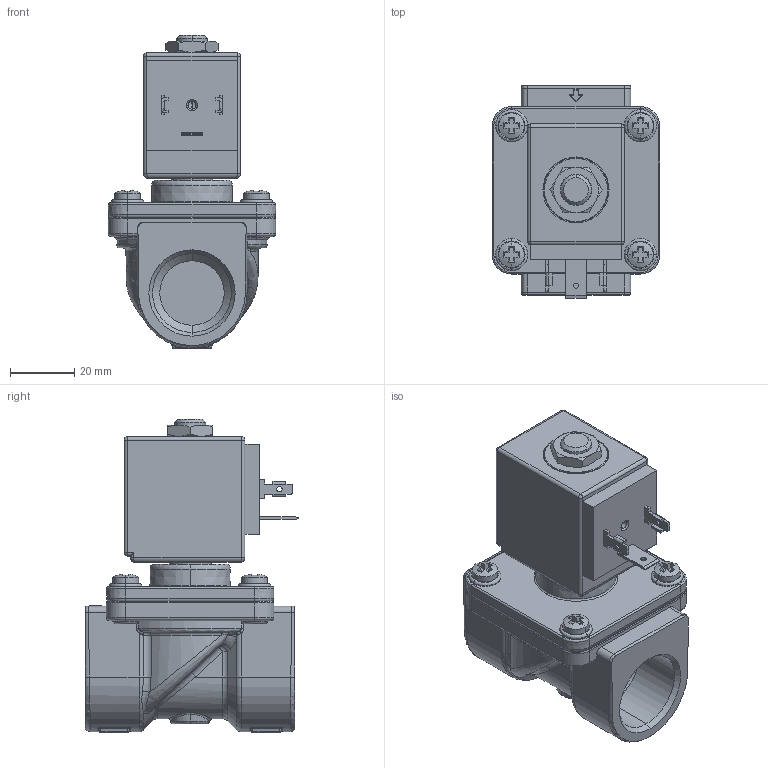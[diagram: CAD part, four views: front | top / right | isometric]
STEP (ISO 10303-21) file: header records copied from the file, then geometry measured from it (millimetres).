
FILE_DESCRIPTION((''),'2;1');
FILE_NAME('21H9KV180_BDA_INGOMBRO_ASM','2009-07-07T',('romeri'),('O.D.E.'),'PRO/ENGINEER BY PARAMETRIC TECHNOLOGY CORPORATION, 2005450','PRO/ENGINEER BY PARAMETRIC TECHNOLOGY CORPORATION, 2005450','');
FILE_SCHEMA(('CONFIG_CONTROL_DESIGN'));
Length unit declared in the file: millimetre
Products named in the file (7): 4500H9_INGOMBRO; 452291_INGOMBRO; 990445; BOBINA_8_W_INGOMBRO; 450145; 450146; 21H9KV180_BDA_INGOMBRO_ASM
Assembly tree (9 placements, depth 2):
  21H9KV180_BDA_INGOMBRO_ASM
    4500H9_INGOMBRO
    452291_INGOMBRO
    990445  x4
    BOBINA_8_W_INGOMBRO
    450145
    450146
Bounding box: 52 x 66.15 x 97.3 mm (x, y, z)
Volume: 52315.2 mm3; surface area: 42392 mm2
Topology: 8 solids, 18 shells, 760 faces, 1775 edges, 1078 vertices
Faces by surface type: plane 294, cylinder 246, torus 75, bspline 62, cone 53, sphere 30
Entity records: 28374 total; most frequent: CARTESIAN_POINT 7162, DIRECTION 3234, ORIENTED_EDGE 3154, EDGE_CURVE 1593, PRESENTATION_STYLE_ASSIGNMENT 1571, STYLED_ITEM 1505, CURVE_STYLE 1417, AXIS2_PLACEMENT_3D 1240
